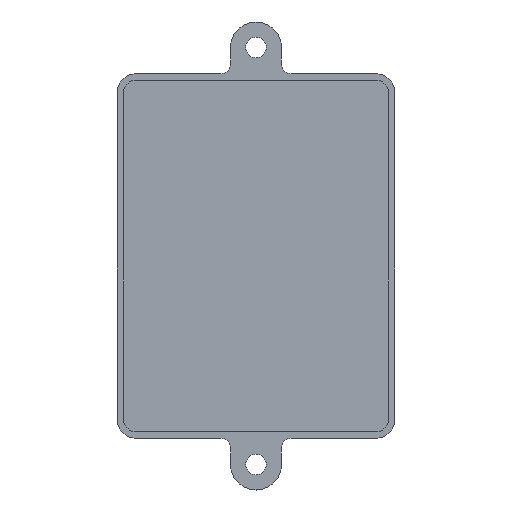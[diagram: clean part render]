
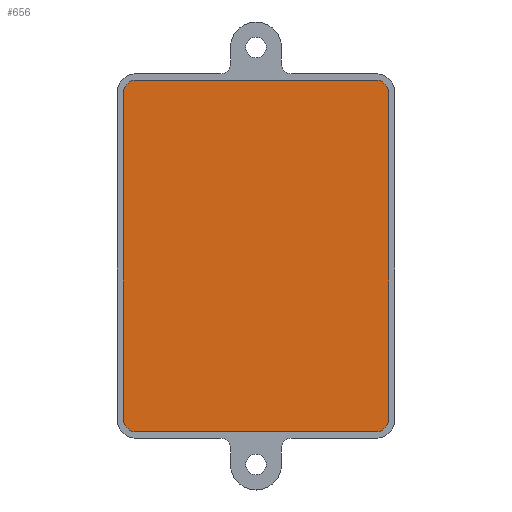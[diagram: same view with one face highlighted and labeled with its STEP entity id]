
A CAD part, top view. The second image highlights one B-rep face of the part: STEP entity #656.
In plain terms, the highlighted planar face has unit normal (0, 0, 1).
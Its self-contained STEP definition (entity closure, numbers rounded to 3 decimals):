
#23=CIRCLE('',#690,2.);
#25=CIRCLE('',#694,2.);
#27=CIRCLE('',#698,2.);
#29=CIRCLE('',#702,2.);
#84=FACE_OUTER_BOUND('',#121,.T.);
#121=EDGE_LOOP('',(#469,#470,#471,#472,#473,#474,#475,#476));
#159=LINE('',#976,#219);
#163=LINE('',#988,#223);
#167=LINE('',#1000,#227);
#171=LINE('',#1012,#231);
#219=VECTOR('',#766,10.);
#223=VECTOR('',#778,10.);
#227=VECTOR('',#790,10.);
#231=VECTOR('',#802,10.);
#279=VERTEX_POINT('',#973);
#280=VERTEX_POINT('',#975);
#282=VERTEX_POINT('',#981);
#284=VERTEX_POINT('',#987);
#286=VERTEX_POINT('',#993);
#288=VERTEX_POINT('',#999);
#290=VERTEX_POINT('',#1005);
#292=VERTEX_POINT('',#1011);
#343=EDGE_CURVE('',#280,#279,#159,.T.);
#346=EDGE_CURVE('',#282,#280,#23,.T.);
#349=EDGE_CURVE('',#284,#282,#163,.T.);
#352=EDGE_CURVE('',#286,#284,#25,.T.);
#355=EDGE_CURVE('',#288,#286,#167,.T.);
#358=EDGE_CURVE('',#290,#288,#27,.T.);
#361=EDGE_CURVE('',#292,#290,#171,.T.);
#364=EDGE_CURVE('',#279,#292,#29,.T.);
#469=ORIENTED_EDGE('',*,*,#364,.T.);
#470=ORIENTED_EDGE('',*,*,#361,.T.);
#471=ORIENTED_EDGE('',*,*,#358,.T.);
#472=ORIENTED_EDGE('',*,*,#355,.T.);
#473=ORIENTED_EDGE('',*,*,#352,.T.);
#474=ORIENTED_EDGE('',*,*,#349,.T.);
#475=ORIENTED_EDGE('',*,*,#346,.T.);
#476=ORIENTED_EDGE('',*,*,#343,.T.);
#633=PLANE('',#703);
#656=ADVANCED_FACE('',(#84),#633,.F.);
#690=AXIS2_PLACEMENT_3D('',#982,#772,#773);
#694=AXIS2_PLACEMENT_3D('',#994,#784,#785);
#698=AXIS2_PLACEMENT_3D('',#1006,#796,#797);
#702=AXIS2_PLACEMENT_3D('',#1016,#808,#809);
#703=AXIS2_PLACEMENT_3D('',#1017,#810,#811);
#766=DIRECTION('',(0.,1.,0.));
#772=DIRECTION('center_axis',(0.,0.,1.));
#773=DIRECTION('ref_axis',(1.,0.,0.));
#778=DIRECTION('',(1.,0.,0.));
#784=DIRECTION('center_axis',(0.,0.,1.));
#785=DIRECTION('ref_axis',(0.,-1.,0.));
#790=DIRECTION('',(0.,-1.,0.));
#796=DIRECTION('center_axis',(0.,0.,1.));
#797=DIRECTION('ref_axis',(-1.,0.,0.));
#802=DIRECTION('',(-1.,0.,0.));
#808=DIRECTION('center_axis',(0.,0.,1.));
#809=DIRECTION('ref_axis',(0.,1.,0.));
#810=DIRECTION('center_axis',(0.,0.,-1.));
#811=DIRECTION('ref_axis',(1.,0.,0.));
#973=CARTESIAN_POINT('',(101.625,118.375,-22.998));
#975=CARTESIAN_POINT('',(101.625,67.125,-22.998));
#976=CARTESIAN_POINT('',(101.625,67.125,-22.998));
#981=CARTESIAN_POINT('',(99.625,65.125,-22.998));
#982=CARTESIAN_POINT('Origin',(99.625,67.125,-22.998));
#987=CARTESIAN_POINT('',(62.,65.125,-22.998));
#988=CARTESIAN_POINT('',(62.,65.125,-22.998));
#993=CARTESIAN_POINT('',(60.,67.125,-22.998));
#994=CARTESIAN_POINT('Origin',(62.,67.125,-22.998));
#999=CARTESIAN_POINT('',(60.,118.375,-22.998));
#1000=CARTESIAN_POINT('',(60.,118.375,-22.998));
#1005=CARTESIAN_POINT('',(62.,120.375,-22.998));
#1006=CARTESIAN_POINT('Origin',(62.,118.375,-22.998));
#1011=CARTESIAN_POINT('',(99.625,120.375,-22.998));
#1012=CARTESIAN_POINT('',(99.625,120.375,-22.998));
#1016=CARTESIAN_POINT('Origin',(99.625,118.375,-22.998));
#1017=CARTESIAN_POINT('Origin',(80.813,92.75,-22.998));
